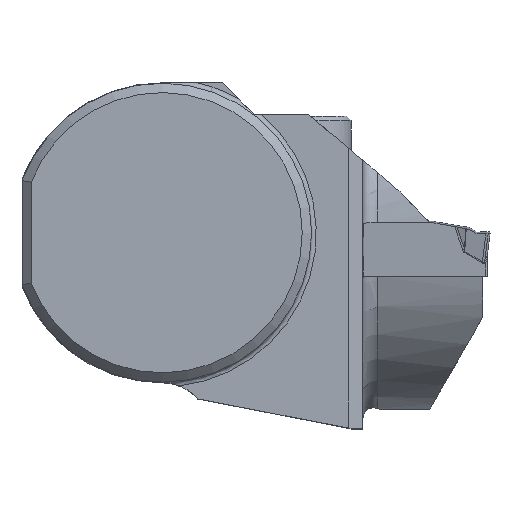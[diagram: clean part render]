
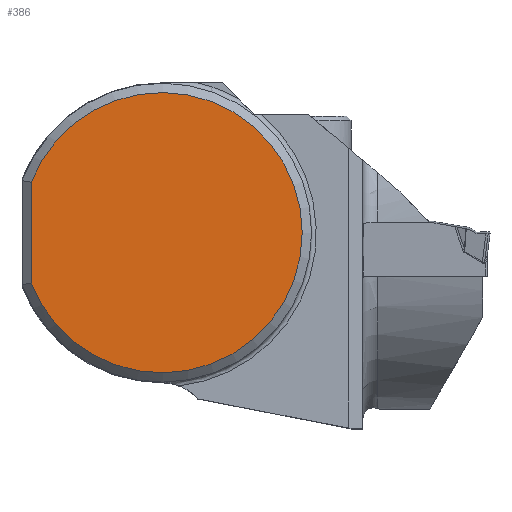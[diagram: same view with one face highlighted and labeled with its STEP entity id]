
A CAD part, top view. The second image highlights one B-rep face of the part: STEP entity #386.
In plain terms, the highlighted planar face has unit normal (0, 0, 1).
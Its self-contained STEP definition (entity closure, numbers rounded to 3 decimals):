
#205=FACE_OUTER_BOUND('',#570,.T.);
#334=CIRCLE('',#2418,15.);
#386=ADVANCED_FACE('',(#205),#507,.F.);
#507=PLANE('',#2419);
#570=EDGE_LOOP('',(#917,#918));
#917=ORIENTED_EDGE('',*,*,#1784,.F.);
#918=ORIENTED_EDGE('',*,*,#1785,.T.);
#1558=VERTEX_POINT('',#3416);
#1559=VERTEX_POINT('',#3417);
#1784=EDGE_CURVE('',#1558,#1559,#2064,.T.);
#1785=EDGE_CURVE('',#1558,#1559,#334,.T.);
#2064=LINE('',#3415,#2208);
#2208=VECTOR('',#2718,1.);
#2418=AXIS2_PLACEMENT_3D('',#3418,#2719,#2720);
#2419=AXIS2_PLACEMENT_3D('',#3419,#2721,#2722);
#2718=DIRECTION('',(0.,1.,0.));
#2719=DIRECTION('',(0.,0.,1.));
#2720=DIRECTION('',(1.,0.,0.));
#2721=DIRECTION('',(0.,0.,-1.));
#2722=DIRECTION('',(1.,0.,0.));
#3415=CARTESIAN_POINT('',(-14.,0.,0.325));
#3416=CARTESIAN_POINT('',(-14.,-5.385,0.325));
#3417=CARTESIAN_POINT('',(-14.,5.385,0.325));
#3418=CARTESIAN_POINT('',(0.,0.,0.325));
#3419=CARTESIAN_POINT('',(0.,0.,0.325));
